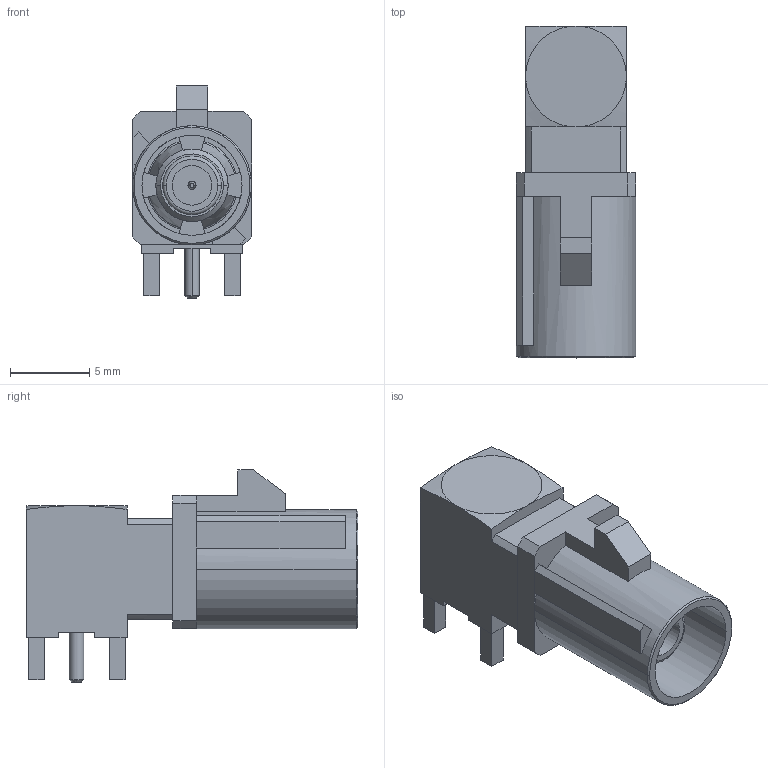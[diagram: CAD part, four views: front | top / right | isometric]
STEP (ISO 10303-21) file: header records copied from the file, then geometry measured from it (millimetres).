
FILE_DESCRIPTION((''),'2;1');
FILE_NAME('734035123','2019-07-12T',('gga'),(''),'PRO/ENGINEER BY PARAMETRIC TECHNOLOGY CORPORATION, 2016010','PRO/ENGINEER BY PARAMETRIC TECHNOLOGY CORPORATION, 2016010','');
FILE_SCHEMA(('CONFIG_CONTROL_DESIGN'));
Length unit declared in the file: millimetre
Products named in the file (1): 734035123
Bounding box: 7.5 x 20.88 x 13.34 mm (x, y, z)
Volume: 794.8 mm3; surface area: 1236.6 mm2
Topology: 1 solids, 1 shells, 173 faces, 487 edges, 323 vertices
Faces by surface type: plane 109, cylinder 34, cone 24, torus 6
Entity records: 5738 total; most frequent: CARTESIAN_POINT 1066, DIRECTION 992, ORIENTED_EDGE 954, EDGE_CURVE 477, AXIS2_PLACEMENT_3D 341, VERTEX_POINT 313, VECTOR 310, LINE 310
